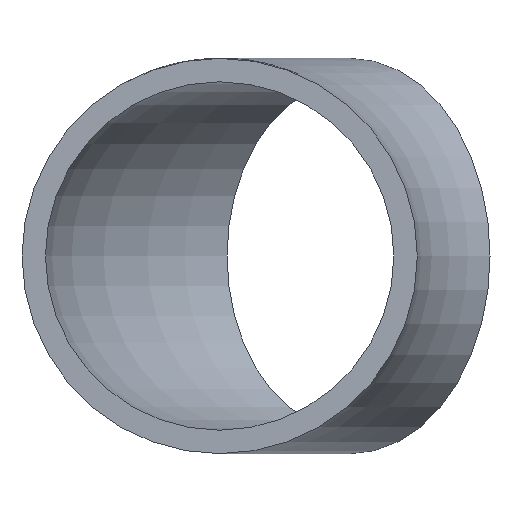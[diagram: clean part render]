
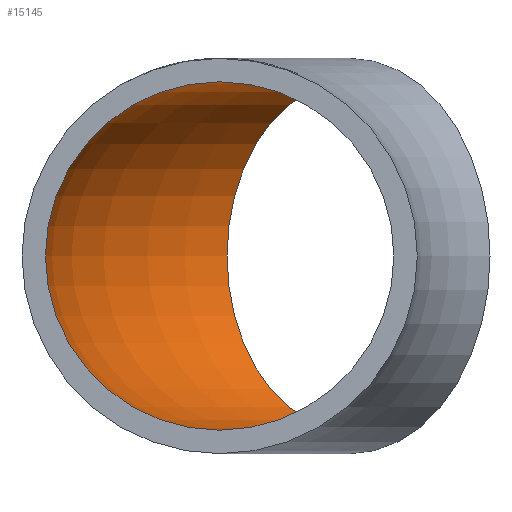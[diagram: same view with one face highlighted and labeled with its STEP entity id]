
A CAD part, front view. The second image highlights one B-rep face of the part: STEP entity #15145.
In plain terms, the highlighted toroidal (fillet/blend) face has major radius 38 mm and minor radius 14.85 mm.
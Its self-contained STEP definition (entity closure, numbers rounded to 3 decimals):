
#222 = TOROIDAL_SURFACE ( 'NONE', #10316, 38., 14.85 ) ;
#1329 = DIRECTION ( 'NONE',  ( -1., 0., 0. ) ) ;
#2438 = CIRCLE ( 'NONE', #6295, 14.85 ) ;
#2551 = DIRECTION ( 'NONE',  ( 0., 0., -1. ) ) ;
#2586 = CIRCLE ( 'NONE', #7756, 14.85 ) ;
#2667 = DIRECTION ( 'NONE',  ( 0., 1., 0. ) ) ;
#2703 = EDGE_CURVE ( 'NONE', #13161, #13161, #2438, .T. ) ;
#6036 = EDGE_CURVE ( 'NONE', #15820, #15820, #2586, .T. ) ;
#6295 = AXIS2_PLACEMENT_3D ( 'NONE', #15737, #2667, #13309 ) ;
#6583 = CARTESIAN_POINT ( 'NONE',  ( 0., 0., 0. ) ) ;
#6882 = ORIENTED_EDGE ( 'NONE', *, *, #6036, .T. ) ;
#7756 = AXIS2_PLACEMENT_3D ( 'NONE', #13884, #11506, #11335 ) ;
#8262 = ORIENTED_EDGE ( 'NONE', *, *, #2703, .F. ) ;
#9994 = FACE_OUTER_BOUND ( 'NONE', #12262, .T. ) ;
#10316 = AXIS2_PLACEMENT_3D ( 'NONE', #6583, #2551, #1329 ) ;
#11335 = DIRECTION ( 'NONE',  ( -0.707, 0.707, 0. ) ) ;
#11506 = DIRECTION ( 'NONE',  ( 0.707, 0.707, 0. ) ) ;
#12262 = EDGE_LOOP ( 'NONE', ( #6882 ) ) ;
#12426 = FACE_OUTER_BOUND ( 'NONE', #14873, .T. ) ;
#13081 = CARTESIAN_POINT ( 'NONE',  ( -37.371, 37.371, 0. ) ) ;
#13161 = VERTEX_POINT ( 'NONE', #15661 ) ;
#13309 = DIRECTION ( 'NONE',  ( 0., 0., 1. ) ) ;
#13884 = CARTESIAN_POINT ( 'NONE',  ( -26.87, 26.87, 0. ) ) ;
#14873 = EDGE_LOOP ( 'NONE', ( #8262 ) ) ;
#15145 = ADVANCED_FACE ( 'NONE', ( #9994, #12426 ), #222, .F. ) ;
#15661 = CARTESIAN_POINT ( 'NONE',  ( -38., 0., 14.85 ) ) ;
#15737 = CARTESIAN_POINT ( 'NONE',  ( -38., 0., 0. ) ) ;
#15820 = VERTEX_POINT ( 'NONE', #13081 ) ;
